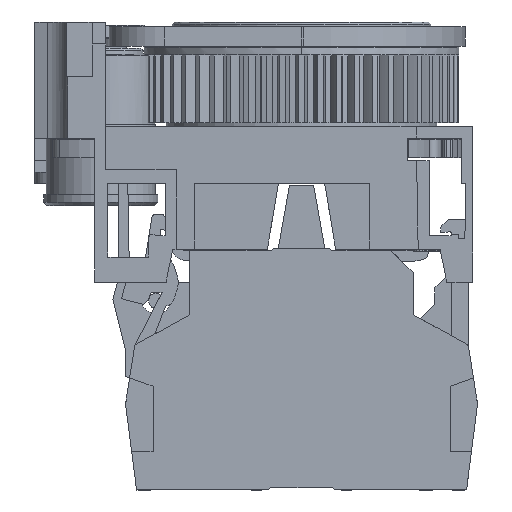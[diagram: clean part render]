
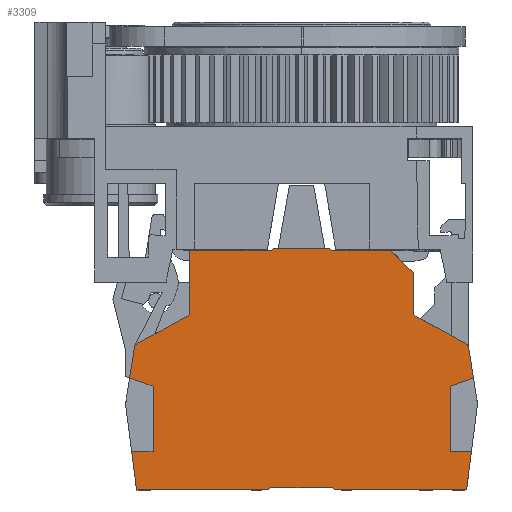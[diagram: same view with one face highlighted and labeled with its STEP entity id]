
A CAD part, left-side view. The second image highlights one B-rep face of the part: STEP entity #3309.
In plain terms, the highlighted planar face has unit normal (-1, 0, 0).
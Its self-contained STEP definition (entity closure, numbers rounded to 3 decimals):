
#3309=ADVANCED_FACE('',(#8038),#8039,.F.);
#8038=FACE_OUTER_BOUND('',#14220,.T.);
#8039=PLANE('',#14221);
#14220=EDGE_LOOP('',(#24374,#24375,#24376,#24377,#24378,#24379,#24380,#24381,#24382,#24383,#24384,#24385,#24386,#24387,#24388,#24389,#24390,#24391,#24392,#24393,#24394,#24395,#24396,#24397,#24398,#24399,#24400,#24401,#24402));
#14221=AXIS2_PLACEMENT_3D('',#24403,#24404,#24405);
#24374=ORIENTED_EDGE('',*,*,#40583,.T.);
#24375=ORIENTED_EDGE('',*,*,#40496,.F.);
#24376=ORIENTED_EDGE('',*,*,#40599,.F.);
#24377=ORIENTED_EDGE('',*,*,#40600,.F.);
#24378=ORIENTED_EDGE('',*,*,#40601,.F.);
#24379=ORIENTED_EDGE('',*,*,#40602,.F.);
#24380=ORIENTED_EDGE('',*,*,#40603,.F.);
#24381=ORIENTED_EDGE('',*,*,#40558,.F.);
#24382=ORIENTED_EDGE('',*,*,#40604,.F.);
#24383=ORIENTED_EDGE('',*,*,#39986,.F.);
#24384=ORIENTED_EDGE('',*,*,#40605,.F.);
#24385=ORIENTED_EDGE('',*,*,#40606,.F.);
#24386=ORIENTED_EDGE('',*,*,#40480,.F.);
#24387=ORIENTED_EDGE('',*,*,#40483,.F.);
#24388=ORIENTED_EDGE('',*,*,#40490,.F.);
#24389=ORIENTED_EDGE('',*,*,#40587,.T.);
#24390=ORIENTED_EDGE('',*,*,#40589,.T.);
#24391=ORIENTED_EDGE('',*,*,#40593,.T.);
#24392=ORIENTED_EDGE('',*,*,#40607,.F.);
#24393=ORIENTED_EDGE('',*,*,#40608,.F.);
#24394=ORIENTED_EDGE('',*,*,#39702,.F.);
#24395=ORIENTED_EDGE('',*,*,#40609,.F.);
#24396=ORIENTED_EDGE('',*,*,#40610,.F.);
#24397=ORIENTED_EDGE('',*,*,#40611,.F.);
#24398=ORIENTED_EDGE('',*,*,#39717,.F.);
#24399=ORIENTED_EDGE('',*,*,#40522,.F.);
#24400=ORIENTED_EDGE('',*,*,#40527,.F.);
#24401=ORIENTED_EDGE('',*,*,#40578,.T.);
#24402=ORIENTED_EDGE('',*,*,#40580,.T.);
#24403=CARTESIAN_POINT('',(20.0,16.139,9.94));
#24404=DIRECTION('',(1.0,0.0,0.0));
#24405=DIRECTION('',(0.0,-1.0,0.0));
#39702=EDGE_CURVE('',#48268,#48270,#48271,.T.);
#39717=EDGE_CURVE('',#48296,#48298,#48299,.T.);
#39986=EDGE_CURVE('',#48700,#48702,#48703,.T.);
#40480=EDGE_CURVE('',#49430,#49427,#49432,.T.);
#40483=EDGE_CURVE('',#49434,#49430,#49436,.T.);
#40490=EDGE_CURVE('',#49446,#49434,#49448,.T.);
#40496=EDGE_CURVE('',#49454,#49456,#49457,.T.);
#40522=EDGE_CURVE('',#49496,#48296,#49498,.T.);
#40527=EDGE_CURVE('',#49503,#49496,#49505,.T.);
#40558=EDGE_CURVE('',#49547,#49544,#49549,.T.);
#40578=EDGE_CURVE('',#49503,#49573,#49575,.T.);
#40580=EDGE_CURVE('',#49573,#49577,#49578,.T.);
#40583=EDGE_CURVE('',#49577,#49456,#49581,.T.);
#40587=EDGE_CURVE('',#49446,#49585,#49587,.T.);
#40589=EDGE_CURVE('',#49585,#49589,#49590,.T.);
#40593=EDGE_CURVE('',#49589,#49595,#49596,.T.);
#40599=EDGE_CURVE('',#49603,#49454,#49604,.T.);
#40600=EDGE_CURVE('',#49605,#49603,#49606,.T.);
#40601=EDGE_CURVE('',#49607,#49605,#49608,.T.);
#40602=EDGE_CURVE('',#49609,#49607,#49610,.T.);
#40603=EDGE_CURVE('',#49544,#49609,#49611,.T.);
#40604=EDGE_CURVE('',#48702,#49547,#49612,.T.);
#40605=EDGE_CURVE('',#49613,#48700,#49614,.T.);
#40606=EDGE_CURVE('',#49427,#49613,#49615,.T.);
#40607=EDGE_CURVE('',#49616,#49595,#49617,.T.);
#40608=EDGE_CURVE('',#48270,#49616,#49618,.T.);
#40609=EDGE_CURVE('',#49619,#48268,#49620,.T.);
#40610=EDGE_CURVE('',#49621,#49619,#49622,.T.);
#40611=EDGE_CURVE('',#48298,#49621,#49623,.T.);
#48268=VERTEX_POINT('',#60851);
#48270=VERTEX_POINT('',#60854);
#48271=LINE('',#60855,#60856);
#48296=VERTEX_POINT('',#60892);
#48298=VERTEX_POINT('',#60895);
#48299=LINE('',#60896,#60897);
#48700=VERTEX_POINT('',#61517);
#48702=VERTEX_POINT('',#61520);
#48703=LINE('',#61521,#61522);
#49427=VERTEX_POINT('',#62547);
#49430=VERTEX_POINT('',#62552);
#49432=LINE('',#62555,#62556);
#49434=VERTEX_POINT('',#62558);
#49436=LINE('',#62561,#62562);
#49446=VERTEX_POINT('',#62576);
#49448=LINE('',#62579,#62580);
#49454=VERTEX_POINT('',#62588);
#49456=VERTEX_POINT('',#62591);
#49457=LINE('',#62592,#62593);
#49496=VERTEX_POINT('',#62648);
#49498=CIRCLE('',#62651,0.2);
#49503=VERTEX_POINT('',#62658);
#49505=LINE('',#62661,#62662);
#49544=VERTEX_POINT('',#62717);
#49547=VERTEX_POINT('',#62722);
#49549=LINE('',#62725,#62726);
#49573=VERTEX_POINT('',#62759);
#49575=LINE('',#62762,#62763);
#49577=VERTEX_POINT('',#62765);
#49578=LINE('',#62766,#62767);
#49581=LINE('',#62771,#62772);
#49585=VERTEX_POINT('',#62777);
#49587=LINE('',#62780,#62781);
#49589=VERTEX_POINT('',#62783);
#49590=LINE('',#62784,#62785);
#49595=VERTEX_POINT('',#62792);
#49596=LINE('',#62793,#62794);
#49603=VERTEX_POINT('',#62804);
#49604=CIRCLE('',#62805,0.2);
#49605=VERTEX_POINT('',#62806);
#49606=LINE('',#62807,#62808);
#49607=VERTEX_POINT('',#62809);
#49608=LINE('',#62810,#62811);
#49609=VERTEX_POINT('',#62812);
#49610=CIRCLE('',#62813,0.2);
#49611=LINE('',#62814,#62815);
#49612=LINE('',#62816,#62817);
#49613=VERTEX_POINT('',#62818);
#49614=LINE('',#62819,#62820);
#49615=LINE('',#62821,#62822);
#49616=VERTEX_POINT('',#62823);
#49617=LINE('',#62824,#62825);
#49618=CIRCLE('',#62826,0.2);
#49619=VERTEX_POINT('',#62827);
#49620=LINE('',#62828,#62829);
#49621=VERTEX_POINT('',#62830);
#49622=LINE('',#62831,#62832);
#49623=LINE('',#62833,#62834);
#60851=CARTESIAN_POINT('',(20.0,19.,0.));
#60854=CARTESIAN_POINT('',(20.0,30.824,0.));
#60855=CARTESIAN_POINT('',(20.0,19.,0.));
#60856=VECTOR('',#75453,1.0);
#60892=CARTESIAN_POINT('',(20.0,1.176,0.));
#60895=CARTESIAN_POINT('',(20.0,13.,0.));
#60896=CARTESIAN_POINT('',(20.0,1.176,0.));
#60897=VECTOR('',#75469,1.0);
#61517=CARTESIAN_POINT('',(20.0,18.55,22.0));
#61520=CARTESIAN_POINT('',(20.0,13.45,22.0));
#61521=CARTESIAN_POINT('',(20.0,18.55,22.0));
#61522=VECTOR('',#75693,1.0);
#62547=CARTESIAN_POINT('',(20.0,26.2,21.8));
#62552=CARTESIAN_POINT('',(20.0,26.2,15.921));
#62555=CARTESIAN_POINT('',(20.0,26.2,15.921));
#62556=VECTOR('',#76172,1.0);
#62558=CARTESIAN_POINT('',(20.0,31.161,13.171));
#62561=CARTESIAN_POINT('',(20.0,31.161,13.171));
#62562=VECTOR('',#76174,1.0);
#62576=CARTESIAN_POINT('',(20.0,31.626,10.2));
#62579=CARTESIAN_POINT('',(20.0,32.,7.814));
#62580=VECTOR('',#76180,1.0);
#62588=CARTESIAN_POINT('',(20.0,0.824,13.074));
#62591=CARTESIAN_POINT('',(20.0,0.374,10.2));
#62592=CARTESIAN_POINT('',(20.0,0.824,13.074));
#62593=VECTOR('',#76184,1.0);
#62648=CARTESIAN_POINT('',(20.0,0.978,0.175));
#62651=AXIS2_PLACEMENT_3D('',#76211,#76212,#76213);
#62658=CARTESIAN_POINT('',(20.0,0.552,3.5));
#62661=CARTESIAN_POINT('',(20.0,0.,7.814));
#62662=VECTOR('',#76217,1.0);
#62717=CARTESIAN_POINT('',(20.0,7.9,21.8));
#62722=CARTESIAN_POINT('',(20.0,13.25,21.8));
#62725=CARTESIAN_POINT('',(20.0,13.25,21.8));
#62726=VECTOR('',#76246,1.0);
#62759=CARTESIAN_POINT('',(20.0,2.5,3.5));
#62762=CARTESIAN_POINT('',(20.0,8.194,3.5));
#62763=VECTOR('',#76263,1.0);
#62765=CARTESIAN_POINT('',(20.0,2.5,9.426));
#62766=CARTESIAN_POINT('',(20.0,2.5,8.202));
#62767=VECTOR('',#76264,1.0);
#62771=CARTESIAN_POINT('',(20.0,7.314,7.674));
#62772=VECTOR('',#76266,1.0);
#62777=CARTESIAN_POINT('',(20.0,29.5,9.426));
#62780=CARTESIAN_POINT('',(20.0,24.809,7.719));
#62781=VECTOR('',#76269,1.0);
#62783=CARTESIAN_POINT('',(20.0,29.5,3.5));
#62784=CARTESIAN_POINT('',(20.0,29.5,8.202));
#62785=VECTOR('',#76270,1.0);
#62792=CARTESIAN_POINT('',(20.0,31.448,3.5));
#62793=CARTESIAN_POINT('',(20.0,23.944,3.5));
#62794=VECTOR('',#76273,1.0);
#62804=CARTESIAN_POINT('',(20.0,0.924,13.218));
#62805=AXIS2_PLACEMENT_3D('',#76277,#76278,#76279);
#62806=CARTESIAN_POINT('',(20.0,5.8,15.921));
#62807=CARTESIAN_POINT('',(20.0,5.8,15.921));
#62808=VECTOR('',#76280,1.0);
#62809=CARTESIAN_POINT('',(20.0,5.8,19.617));
#62810=CARTESIAN_POINT('',(20.0,5.8,19.617));
#62811=VECTOR('',#76281,1.0);
#62812=CARTESIAN_POINT('',(20.0,5.859,19.759));
#62813=AXIS2_PLACEMENT_3D('',#76282,#76283,#76284);
#62814=CARTESIAN_POINT('',(20.0,7.9,21.8));
#62815=VECTOR('',#76285,1.0);
#62816=CARTESIAN_POINT('',(20.0,13.45,22.0));
#62817=VECTOR('',#76286,1.0);
#62818=CARTESIAN_POINT('',(20.0,18.75,21.8));
#62819=CARTESIAN_POINT('',(20.0,18.75,21.8));
#62820=VECTOR('',#76287,1.0);
#62821=CARTESIAN_POINT('',(20.0,26.2,21.8));
#62822=VECTOR('',#76288,1.0);
#62823=CARTESIAN_POINT('',(20.0,31.022,0.175));
#62824=CARTESIAN_POINT('',(20.0,31.022,0.175));
#62825=VECTOR('',#76289,1.0);
#62826=AXIS2_PLACEMENT_3D('',#76290,#76291,#76292);
#62827=CARTESIAN_POINT('',(20.0,18.8,0.2));
#62828=CARTESIAN_POINT('',(20.0,18.8,0.2));
#62829=VECTOR('',#76293,1.0);
#62830=CARTESIAN_POINT('',(20.0,13.2,0.2));
#62831=CARTESIAN_POINT('',(20.0,13.2,0.2));
#62832=VECTOR('',#76294,1.0);
#62833=CARTESIAN_POINT('',(20.0,13.,0.));
#62834=VECTOR('',#76295,1.0);
#75453=DIRECTION('',(0.0,1.0,0.0));
#75469=DIRECTION('',(0.0,1.0,0.0));
#75693=DIRECTION('',(0.0,-1.0,0.0));
#76172=DIRECTION('',(0.0,0.0,1.0));
#76174=DIRECTION('',(0.0,-0.875,0.485));
#76180=DIRECTION('',(0.0,-0.155,0.988));
#76184=DIRECTION('',(0.0,-0.155,-0.988));
#76211=CARTESIAN_POINT('',(20.0,1.176,0.2));
#76212=DIRECTION('',(1.0,0.0,0.0));
#76213=DIRECTION('',(0.0,-0.992,-0.127));
#76217=DIRECTION('',(0.0,0.127,-0.992));
#76246=DIRECTION('',(0.0,-1.0,0.0));
#76263=DIRECTION('',(-0.0,1.0,0.0));
#76264=DIRECTION('',(0.0,0.0,1.0));
#76266=DIRECTION('',(0.0,-0.94,0.342));
#76269=DIRECTION('',(0.0,-0.94,-0.342));
#76270=DIRECTION('',(0.0,0.0,-1.0));
#76273=DIRECTION('',(-0.0,1.0,0.0));
#76277=CARTESIAN_POINT('',(20.0,1.021,13.043));
#76278=DIRECTION('',(1.0,0.0,0.0));
#76279=DIRECTION('',(0.0,-0.485,0.875));
#76280=DIRECTION('',(0.0,-0.875,-0.485));
#76281=DIRECTION('',(0.0,0.0,-1.0));
#76282=CARTESIAN_POINT('',(20.0,6.,19.617));
#76283=DIRECTION('',(1.0,0.0,0.0));
#76284=DIRECTION('',(0.0,-0.707,0.707));
#76285=DIRECTION('',(0.0,-0.707,-0.707));
#76286=DIRECTION('',(0.0,-0.707,-0.707));
#76287=DIRECTION('',(0.0,-0.707,0.707));
#76288=DIRECTION('',(0.0,-1.0,0.0));
#76289=DIRECTION('',(0.0,0.127,0.992));
#76290=CARTESIAN_POINT('',(20.0,30.824,0.2));
#76291=DIRECTION('',(1.0,0.0,0.0));
#76292=DIRECTION('',(0.0,0.,-1.0));
#76293=DIRECTION('',(0.0,0.707,-0.707));
#76294=DIRECTION('',(0.0,1.0,0.0));
#76295=DIRECTION('',(0.0,0.707,0.707));
